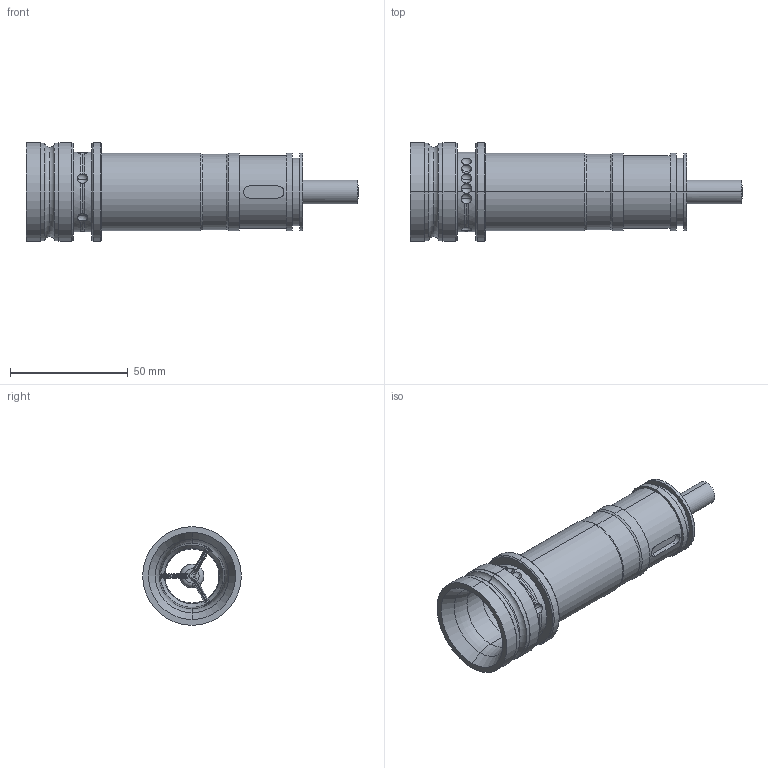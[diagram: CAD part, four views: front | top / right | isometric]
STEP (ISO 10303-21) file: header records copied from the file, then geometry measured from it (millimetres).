
FILE_DESCRIPTION (( 'STEP AP214' ), '1' );
FILE_NAME ('35067532~01.STEP', '2018-10-08T11:25:10', ( '' ), ( '' ), 'SwSTEP 2.0', 'SolidWorks 2017', '' );
FILE_SCHEMA (( 'AUTOMOTIVE_DESIGN' ));
Length unit declared in the file: millimetre
Products named in the file (1): 35067532~01
Bounding box: 141 x 41.9 x 41.9 mm (x, y, z)
Volume: 48181.8 mm3; surface area: 31851.4 mm2
Topology: 1 solids, 1 shells, 173 faces, 443 edges, 278 vertices
Faces by surface type: cylinder 47, torus 39, plane 31, cone 25, sphere 19, bspline 12
Entity records: 6403 total; most frequent: CARTESIAN_POINT 2273, ORIENTED_EDGE 882, DIRECTION 835, EDGE_CURVE 441, AXIS2_PLACEMENT_3D 366, VERTEX_POINT 278, CIRCLE 204, EDGE_LOOP 187
